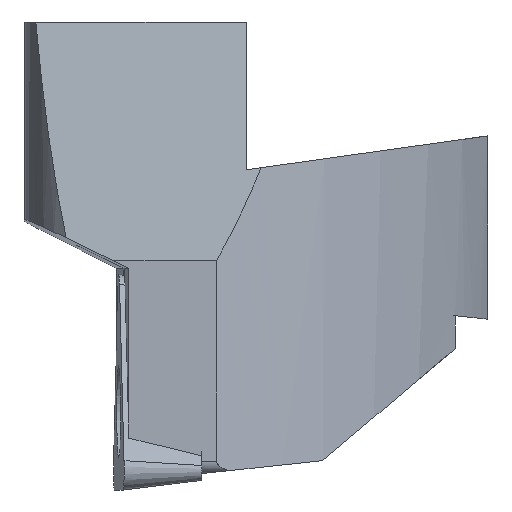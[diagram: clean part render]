
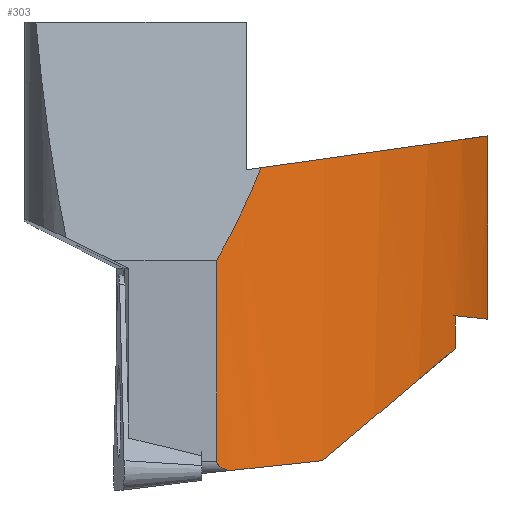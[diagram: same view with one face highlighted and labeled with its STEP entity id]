
A CAD part, left-side view. The second image highlights one B-rep face of the part: STEP entity #303.
In plain terms, the highlighted cylindrical face has radius 18.735 mm (diameter 37.469 mm), a partial arc.
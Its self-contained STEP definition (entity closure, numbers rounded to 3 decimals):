
#225=CYLINDRICAL_SURFACE('',#1473,18.734);
#233=B_SPLINE_CURVE_WITH_KNOTS('',3,(#1914,#1915,#1916,#1917,#1918,#1919,
#1920,#1921,#1922,#1923,#1924,#1925,#1926,#1927,#1928,#1929),
 .UNSPECIFIED.,.F.,.F.,(4,3,3,3,3,4),(0.,0.089,0.2,
0.397,0.984,1.),.UNSPECIFIED.);
#264=ELLIPSE('',#1468,18.838,18.734);
#265=ELLIPSE('',#1469,24.456,18.734);
#266=ELLIPSE('',#1470,18.838,18.734);
#267=ELLIPSE('',#1471,18.919,18.734);
#268=ELLIPSE('',#1472,98.184,18.734);
#303=ADVANCED_FACE('',(#419),#225,.T.);
#419=FACE_OUTER_BOUND('',#474,.T.);
#474=EDGE_LOOP('',(#583,#584,#585,#586,#587,#588,#589,#590,#591));
#583=ORIENTED_EDGE('',*,*,#1028,.F.);
#584=ORIENTED_EDGE('',*,*,#1029,.F.);
#585=ORIENTED_EDGE('',*,*,#1030,.F.);
#586=ORIENTED_EDGE('',*,*,#1031,.F.);
#587=ORIENTED_EDGE('',*,*,#1032,.F.);
#588=ORIENTED_EDGE('',*,*,#1033,.F.);
#589=ORIENTED_EDGE('',*,*,#1034,.T.);
#590=ORIENTED_EDGE('',*,*,#1014,.T.);
#591=ORIENTED_EDGE('',*,*,#1005,.T.);
#890=VERTEX_POINT('',#1913);
#891=VERTEX_POINT('',#1930);
#899=VERTEX_POINT('',#1949);
#908=VERTEX_POINT('',#1975);
#909=VERTEX_POINT('',#1977);
#910=VERTEX_POINT('',#1979);
#911=VERTEX_POINT('',#1981);
#912=VERTEX_POINT('',#1983);
#913=VERTEX_POINT('',#1985);
#1005=EDGE_CURVE('',#891,#890,#233,.T.);
#1014=EDGE_CURVE('',#899,#891,#1179,.T.);
#1028=EDGE_CURVE('',#908,#890,#264,.T.);
#1029=EDGE_CURVE('',#909,#908,#265,.T.);
#1030=EDGE_CURVE('',#910,#909,#1191,.T.);
#1031=EDGE_CURVE('',#911,#910,#266,.T.);
#1032=EDGE_CURVE('',#912,#911,#1192,.T.);
#1033=EDGE_CURVE('',#913,#912,#267,.T.);
#1034=EDGE_CURVE('',#913,#899,#268,.T.);
#1179=LINE('',#1948,#1285);
#1191=LINE('',#1978,#1297);
#1192=LINE('',#1982,#1298);
#1285=VECTOR('',#1594,1.);
#1297=VECTOR('',#1620,1.);
#1298=VECTOR('',#1623,1.);
#1468=AXIS2_PLACEMENT_3D('',#1974,#1616,#1617);
#1469=AXIS2_PLACEMENT_3D('',#1976,#1618,#1619);
#1470=AXIS2_PLACEMENT_3D('',#1980,#1621,#1622);
#1471=AXIS2_PLACEMENT_3D('',#1984,#1624,#1625);
#1472=AXIS2_PLACEMENT_3D('',#1986,#1626,#1627);
#1473=AXIS2_PLACEMENT_3D('',#1987,#1628,#1629);
#1594=DIRECTION('',(0.,0.,-1.));
#1616=DIRECTION('',(0.005,-0.104,-0.995));
#1617=DIRECTION('',(-0.044,0.994,-0.105));
#1618=DIRECTION('',(0.004,-0.643,-0.766));
#1619=DIRECTION('',(-0.004,0.766,-0.643));
#1620=DIRECTION('',(0.,0.,-1.));
#1621=DIRECTION('',(0.,0.105,-0.995));
#1622=DIRECTION('',(0.,-0.995,-0.105));
#1623=DIRECTION('',(0.,0.,-1.));
#1624=DIRECTION('',(0.,0.139,0.99));
#1625=DIRECTION('',(0.,0.99,-0.139));
#1626=DIRECTION('',(0.981,0.043,-0.191));
#1627=DIRECTION('',(-0.191,-0.008,-0.982));
#1628=DIRECTION('',(0.,0.,-1.));
#1629=DIRECTION('',(-1.,0.,0.));
#1913=CARTESIAN_POINT('',(-16.461,-3.797,-12.217));
#1914=CARTESIAN_POINT('',(-16.661,-3.3,-11.835));
#1915=CARTESIAN_POINT('',(-16.661,-3.3,-11.856));
#1916=CARTESIAN_POINT('',(-16.659,-3.304,-11.877));
#1917=CARTESIAN_POINT('',(-16.656,-3.311,-11.896));
#1918=CARTESIAN_POINT('',(-16.653,-3.32,-11.92));
#1919=CARTESIAN_POINT('',(-16.648,-3.333,-11.942));
#1920=CARTESIAN_POINT('',(-16.642,-3.348,-11.962));
#1921=CARTESIAN_POINT('',(-16.632,-3.375,-11.998));
#1922=CARTESIAN_POINT('',(-16.618,-3.409,-12.027));
#1923=CARTESIAN_POINT('',(-16.604,-3.444,-12.053));
#1924=CARTESIAN_POINT('',(-16.563,-3.548,-12.128));
#1925=CARTESIAN_POINT('',(-16.515,-3.668,-12.176));
#1926=CARTESIAN_POINT('',(-16.465,-3.788,-12.214));
#1927=CARTESIAN_POINT('',(-16.464,-3.791,-12.215));
#1928=CARTESIAN_POINT('',(-16.462,-3.794,-12.216));
#1929=CARTESIAN_POINT('',(-16.461,-3.797,-12.217));
#1930=CARTESIAN_POINT('',(-16.661,-3.3,-11.835));
#1948=CARTESIAN_POINT('',(-16.661,-3.3,15.165));
#1949=CARTESIAN_POINT('',(-16.661,-3.3,-3.68));
#1974=CARTESIAN_POINT('',(0.822,3.434,-12.897));
#1975=CARTESIAN_POINT('',(-14.318,-7.6,-11.808));
#1976=CARTESIAN_POINT('',(0.822,3.434,-20.998));
#1977=CARTESIAN_POINT('',(-8.2,-12.985,-7.262));
#1978=CARTESIAN_POINT('',(-8.2,-12.985,15.165));
#1979=CARTESIAN_POINT('',(-8.2,-12.985,-5.925));
#1980=CARTESIAN_POINT('',(0.822,3.434,-4.2));
#1981=CARTESIAN_POINT('',(-5.217,-14.3,-6.064));
#1982=CARTESIAN_POINT('',(-5.217,-14.3,15.165));
#1983=CARTESIAN_POINT('',(-5.217,-14.3,1.377));
#1984=CARTESIAN_POINT('',(0.822,3.434,-1.115));
#1985=CARTESIAN_POINT('',(-15.848,-5.115,0.086));
#1986=CARTESIAN_POINT('',(0.822,3.434,87.69));
#1987=CARTESIAN_POINT('',(0.822,3.434,15.165));
